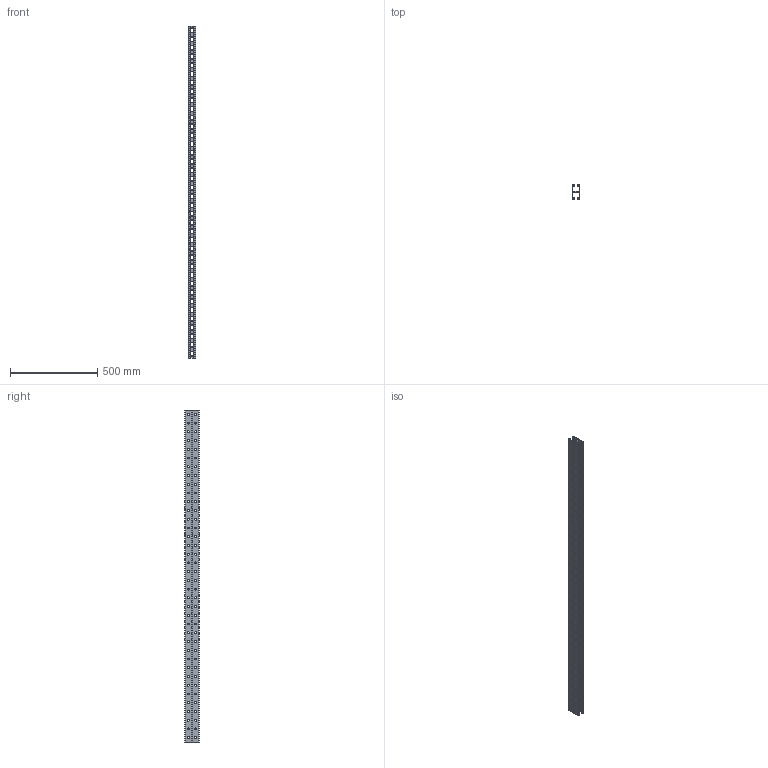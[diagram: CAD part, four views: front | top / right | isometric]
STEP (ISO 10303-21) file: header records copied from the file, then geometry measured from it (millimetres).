
FILE_DESCRIPTION (( 'STEP AP203' ), '1' );
FILE_NAME ('Äâîéíîé STRUT-ïðîôèëü_h41-L1900.step', '2022-01-25T05:06:22', ( '' ), ( '' ), 'SwSTEP 2.0', 'SolidWorks 2017', '' );
FILE_SCHEMA (( 'CONFIG_CONTROL_DESIGN' ));
Products named in the file (2): Äâîéíîé STRUT-ïðîôèëü_h41-L1900; STRUT-镳铘桦黖h41-1900
Assembly tree (2 placements, depth 2):
  Äâîéíîé STRUT-ïðîôèëü_h41-L1900
    STRUT-镳铘桦黖h41-1900  x2
Bounding box: 41 x 82 x 1900 mm (x, y, z)
Volume: 965506.5 mm3; surface area: 1019344.3 mm2
Topology: 2 solids, 2 shells, 4208 faces, 12564 edges, 8360 vertices
Faces by surface type: plane 3740, cylinder 468
Entity records: 70326 total; most frequent: CARTESIAN_POINT 12571, ORIENTED_EDGE 12564, DIRECTION 10968, EDGE_CURVE 6282, LINE 5814, VECTOR 5814, VERTEX_POINT 4180, AXIS2_PLACEMENT_3D 2577
